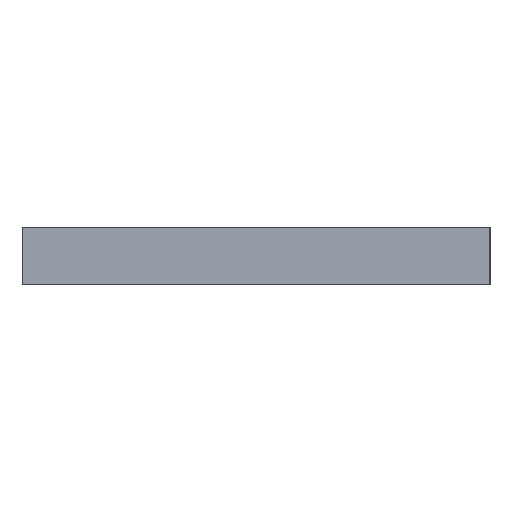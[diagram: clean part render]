
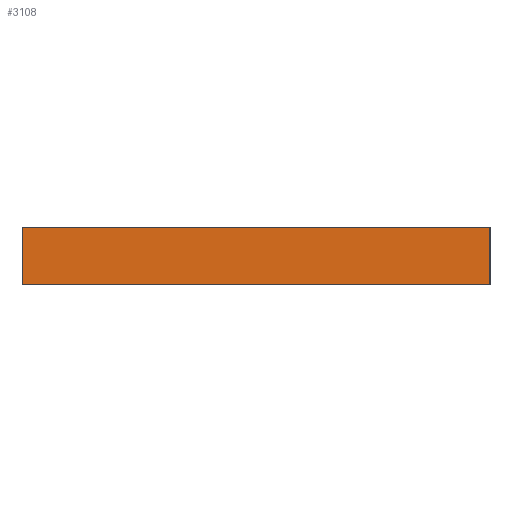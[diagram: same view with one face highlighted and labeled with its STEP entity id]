
A CAD part, left-side view. The second image highlights one B-rep face of the part: STEP entity #3108.
In plain terms, the highlighted planar face has unit normal (-1, 0, 0).
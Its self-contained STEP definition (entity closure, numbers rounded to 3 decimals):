
#3 = VERTEX_POINT ( 'NONE', #2936 ) ;
#144 = EDGE_CURVE ( 'NONE', #3225, #2747, #279, .T. ) ;
#279 = LINE ( 'NONE', #2562, #487 ) ;
#391 = CARTESIAN_POINT ( 'NONE',  ( 0., 0., 18. ) ) ;
#487 = VECTOR ( 'NONE', #2490, 1000. ) ;
#618 = CARTESIAN_POINT ( 'NONE',  ( 0., 0., 18. ) ) ;
#682 = VECTOR ( 'NONE', #2923, 1000. ) ;
#764 = CARTESIAN_POINT ( 'NONE',  ( 0., 0., 0. ) ) ;
#839 = VECTOR ( 'NONE', #1779, 1000. ) ;
#911 = PLANE ( 'NONE',  #3328 ) ;
#1025 = CARTESIAN_POINT ( 'NONE',  ( 0., 146., 18. ) ) ;
#1065 = ORIENTED_EDGE ( 'NONE', *, *, #2593, .T. ) ;
#1189 = ORIENTED_EDGE ( 'NONE', *, *, #144, .F. ) ;
#1251 = ORIENTED_EDGE ( 'NONE', *, *, #2935, .F. ) ;
#1373 = DIRECTION ( 'NONE',  ( 0., -1., 0. ) ) ;
#1534 = LINE ( 'NONE', #1025, #682 ) ;
#1743 = DIRECTION ( 'NONE',  ( 0., 0., -1. ) ) ;
#1779 = DIRECTION ( 'NONE',  ( 0., 0., -1. ) ) ;
#1998 = VECTOR ( 'NONE', #1373, 1000. ) ;
#2001 = ORIENTED_EDGE ( 'NONE', *, *, #3255, .T. ) ;
#2037 = VERTEX_POINT ( 'NONE', #2564 ) ;
#2189 = CARTESIAN_POINT ( 'NONE',  ( 0., 0., 18. ) ) ;
#2218 = DIRECTION ( 'NONE',  ( 1., 0., 0. ) ) ;
#2353 = CARTESIAN_POINT ( 'NONE',  ( 0., 146., 18. ) ) ;
#2490 = DIRECTION ( 'NONE',  ( 0., -1., 0. ) ) ;
#2562 = CARTESIAN_POINT ( 'NONE',  ( 0., 0., 18. ) ) ;
#2563 = FACE_OUTER_BOUND ( 'NONE', #2790, .T. ) ;
#2564 = CARTESIAN_POINT ( 'NONE',  ( 0., 0., 0. ) ) ;
#2593 = EDGE_CURVE ( 'NONE', #3225, #3, #1534, .T. ) ;
#2747 = VERTEX_POINT ( 'NONE', #2189 ) ;
#2790 = EDGE_LOOP ( 'NONE', ( #2001, #1251, #1189, #1065 ) ) ;
#2878 = LINE ( 'NONE', #618, #839 ) ;
#2923 = DIRECTION ( 'NONE',  ( 0., 0., -1. ) ) ;
#2935 = EDGE_CURVE ( 'NONE', #2747, #2037, #2878, .T. ) ;
#2936 = CARTESIAN_POINT ( 'NONE',  ( 0., 146., 0. ) ) ;
#3108 = ADVANCED_FACE ( 'NONE', ( #2563 ), #911, .F. ) ;
#3225 = VERTEX_POINT ( 'NONE', #2353 ) ;
#3255 = EDGE_CURVE ( 'NONE', #3, #2037, #3536, .T. ) ;
#3328 = AXIS2_PLACEMENT_3D ( 'NONE', #391, #2218, #1743 ) ;
#3536 = LINE ( 'NONE', #764, #1998 ) ;
